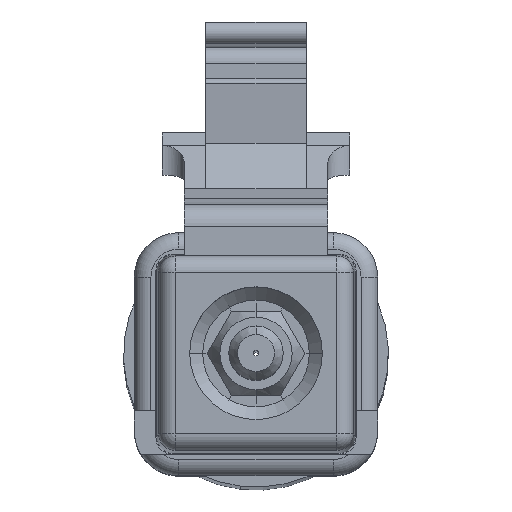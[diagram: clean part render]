
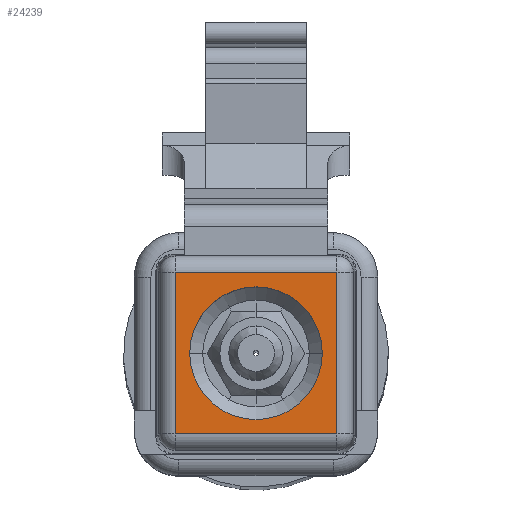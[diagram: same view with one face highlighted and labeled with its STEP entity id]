
A CAD part, top view. The second image highlights one B-rep face of the part: STEP entity #24239.
In plain terms, the highlighted face is planar.
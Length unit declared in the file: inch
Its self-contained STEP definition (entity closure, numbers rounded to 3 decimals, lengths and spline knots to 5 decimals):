
#157 = EDGE_LOOP ( 'NONE', ( #23511, #17464 ) ) ;
#302 = DIRECTION ( 'NONE',  ( 1., 0., 0. ) ) ;
#1029 = CARTESIAN_POINT ( 'NONE',  ( 0., 0.07309, 0.07309 ) ) ;
#1362 = VERTEX_POINT ( 'NONE', #14808 ) ;
#1877 = CARTESIAN_POINT ( 'NONE',  ( 0., 0., 0. ) ) ;
#2036 = AXIS2_PLACEMENT_3D ( 'NONE', #17666, #21392, #13539 ) ;
#2274 = DIRECTION ( 'NONE',  ( 0., 0., 1. ) ) ;
#2739 = EDGE_CURVE ( 'NONE', #7059, #1362, #3634, .T. ) ;
#2932 = DIRECTION ( 'NONE',  ( 0., 0., -1. ) ) ;
#3282 = ORIENTED_EDGE ( 'NONE', *, *, #12199, .F. ) ;
#3615 = DIRECTION ( 'NONE',  ( -1., 0., 0. ) ) ;
#3634 = CIRCLE ( 'NONE', #2036, 0.06004 ) ;
#3788 = CARTESIAN_POINT ( 'NONE',  ( 0., -0.07309, 0.07309 ) ) ;
#3858 = CARTESIAN_POINT ( 'NONE',  ( 0., -0.07309, 0.07309 ) ) ;
#4095 = VECTOR ( 'NONE', #2274, 39.37008 ) ;
#5601 = VERTEX_POINT ( 'NONE', #1029 ) ;
#6145 = DIRECTION ( 'NONE',  ( 0., 1., 0. ) ) ;
#6554 = EDGE_CURVE ( 'NONE', #16900, #12938, #13993, .T. ) ;
#7059 = VERTEX_POINT ( 'NONE', #23211 ) ;
#7519 = PLANE ( 'NONE',  #11229 ) ;
#8167 = LINE ( 'NONE', #23235, #10457 ) ;
#8378 = ORIENTED_EDGE ( 'NONE', *, *, #24054, .T. ) ;
#8886 = CARTESIAN_POINT ( 'NONE',  ( 0., 0., -0.07309 ) ) ;
#9667 = CIRCLE ( 'NONE', #15997, 0.06004 ) ;
#10457 = VECTOR ( 'NONE', #13743, 39.37008 ) ;
#10859 = VERTEX_POINT ( 'NONE', #15332 ) ;
#11229 = AXIS2_PLACEMENT_3D ( 'NONE', #3788, #302, #6145 ) ;
#11346 = EDGE_CURVE ( 'NONE', #1362, #7059, #9667, .T. ) ;
#12010 = CARTESIAN_POINT ( 'NONE',  ( 0., -0.07309, 0. ) ) ;
#12199 = EDGE_CURVE ( 'NONE', #16900, #5601, #8167, .T. ) ;
#12861 = LINE ( 'NONE', #8886, #20392 ) ;
#12938 = VERTEX_POINT ( 'NONE', #14318 ) ;
#13099 = DIRECTION ( 'NONE',  ( 0., 1., 0. ) ) ;
#13539 = DIRECTION ( 'NONE',  ( 0., 0., -1. ) ) ;
#13743 = DIRECTION ( 'NONE',  ( 0., 1., 0. ) ) ;
#13993 = LINE ( 'NONE', #12010, #18327 ) ;
#14318 = CARTESIAN_POINT ( 'NONE',  ( 0., -0.07309, -0.07309 ) ) ;
#14808 = CARTESIAN_POINT ( 'NONE',  ( 0., 0., -0.06004 ) ) ;
#15332 = CARTESIAN_POINT ( 'NONE',  ( 0., 0.07309, -0.07309 ) ) ;
#15459 = CARTESIAN_POINT ( 'NONE',  ( 0., 0.07309, 0. ) ) ;
#15712 = ORIENTED_EDGE ( 'NONE', *, *, #24357, .T. ) ;
#15997 = AXIS2_PLACEMENT_3D ( 'NONE', #1877, #3615, #21034 ) ;
#16900 = VERTEX_POINT ( 'NONE', #3858 ) ;
#16971 = LINE ( 'NONE', #15459, #4095 ) ;
#17464 = ORIENTED_EDGE ( 'NONE', *, *, #2739, .T. ) ;
#17666 = CARTESIAN_POINT ( 'NONE',  ( 0., 0., 0. ) ) ;
#18327 = VECTOR ( 'NONE', #2932, 39.37008 ) ;
#19327 = FACE_BOUND ( 'NONE', #157, .T. ) ;
#20392 = VECTOR ( 'NONE', #13099, 39.37008 ) ;
#21034 = DIRECTION ( 'NONE',  ( 0., 0., -1. ) ) ;
#21392 = DIRECTION ( 'NONE',  ( -1., 0., 0. ) ) ;
#22950 = FACE_OUTER_BOUND ( 'NONE', #23582, .T. ) ;
#23211 = CARTESIAN_POINT ( 'NONE',  ( 0., 0., 0.06004 ) ) ;
#23235 = CARTESIAN_POINT ( 'NONE',  ( 0., 0., 0.07309 ) ) ;
#23511 = ORIENTED_EDGE ( 'NONE', *, *, #11346, .T. ) ;
#23582 = EDGE_LOOP ( 'NONE', ( #8378, #15712, #3282, #24114 ) ) ;
#24054 = EDGE_CURVE ( 'NONE', #12938, #10859, #12861, .T. ) ;
#24114 = ORIENTED_EDGE ( 'NONE', *, *, #6554, .T. ) ;
#24239 = ADVANCED_FACE ( 'NONE', ( #19327, #22950 ), #7519, .T. ) ;
#24357 = EDGE_CURVE ( 'NONE', #10859, #5601, #16971, .T. ) ;
